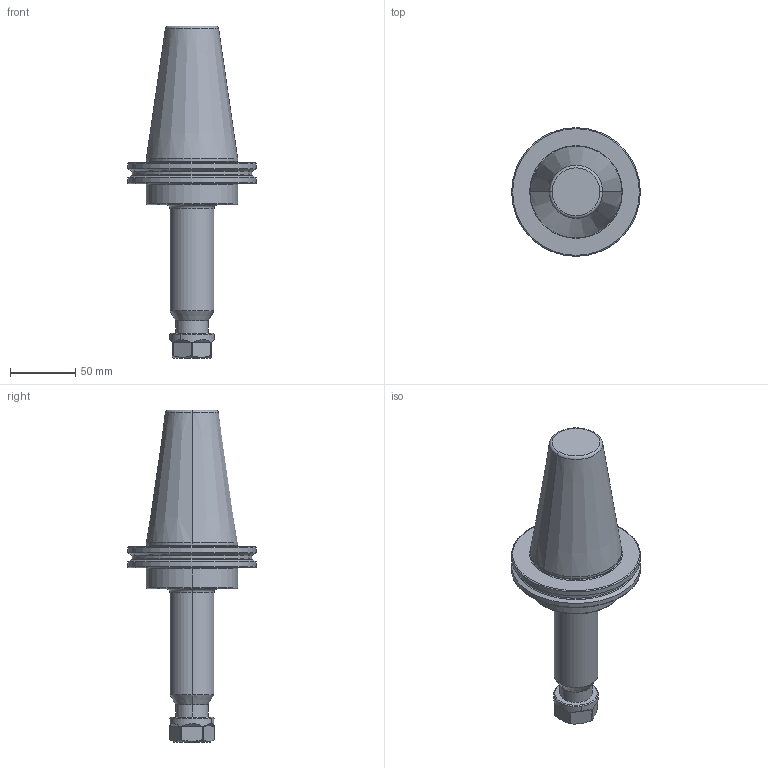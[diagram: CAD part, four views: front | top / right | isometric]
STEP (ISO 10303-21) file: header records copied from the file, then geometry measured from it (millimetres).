
FILE_DESCRIPTION(/* description */ (''),/* implementation_level */ '2;1');
FILE_NAME(/* name */ '1660120679237.stp',/* time_stamp */ '2022-08-10T14:08:08+06:00',/* author */ (''),/* organization */ ('SMS'),/* preprocessor_version */ 'ST-DEVELOPER v16.7',/* originating_system */ 'SIEMENS PLM Software NX 12.0',/* authorisation */ '');
FILE_SCHEMA (('AUTOMOTIVE_DESIGN { 1 0 10303 214 3 1 1 1 }'));
Length unit declared in the file: millimetre
Products named in the file (1): 204265271mod000_00
Bounding box: 98.42 x 98.42 x 254 mm (x, y, z)
Volume: 533634.5 mm3; surface area: 52405.1 mm2
Topology: 1 solids, 1 shells, 61 faces, 133 edges, 83 vertices
Faces by surface type: plane 20, torus 16, cylinder 13, cone 12
Full cylindrical faces by diameter (mm): 91.29 x1, 98.42 x2
Entity records: 1758 total; most frequent: CARTESIAN_POINT 337, DIRECTION 321, ORIENTED_EDGE 266, AXIS2_PLACEMENT_3D 139, EDGE_CURVE 133, VERTEX_POINT 80, CIRCLE 74, EDGE_LOOP 67
